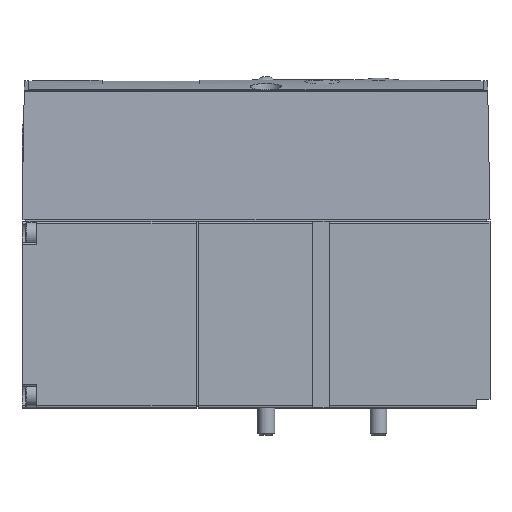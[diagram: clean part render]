
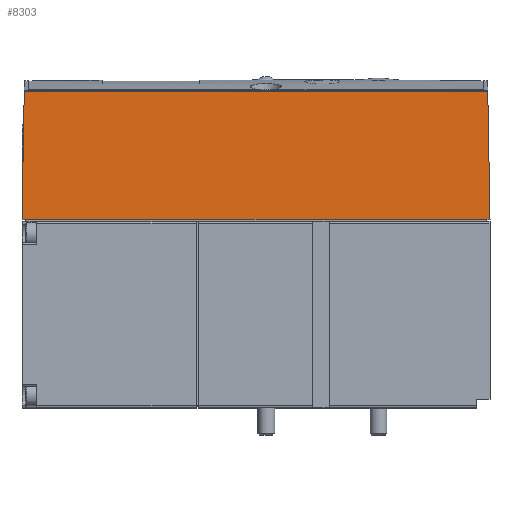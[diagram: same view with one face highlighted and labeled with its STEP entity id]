
A CAD part, top view. The second image highlights one B-rep face of the part: STEP entity #8303.
In plain terms, the highlighted planar face has unit normal (0, 0.018, 1).
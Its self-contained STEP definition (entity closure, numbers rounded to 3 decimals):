
#746=ORIENTED_EDGE('',*,*,#2337,.F.);
#747=ORIENTED_EDGE('',*,*,#2331,.T.);
#748=ORIENTED_EDGE('',*,*,#2338,.T.);
#749=ORIENTED_EDGE('',*,*,#2339,.T.);
#2331=EDGE_CURVE('',#3088,#3087,#3580,.T.);
#2337=EDGE_CURVE('',#3088,#3092,#3584,.T.);
#2338=EDGE_CURVE('',#3087,#3093,#3585,.T.);
#2339=EDGE_CURVE('',#3093,#3092,#3586,.T.);
#3087=VERTEX_POINT('',#11690);
#3088=VERTEX_POINT('',#11692);
#3092=VERTEX_POINT('',#11703);
#3093=VERTEX_POINT('',#11705);
#3580=LINE('',#11691,#4153);
#3584=LINE('',#11702,#4157);
#3585=LINE('',#11704,#4158);
#3586=LINE('',#11706,#4159);
#4153=VECTOR('',#9667,1000.);
#4157=VECTOR('',#9677,1000.);
#4158=VECTOR('',#9678,1000.);
#4159=VECTOR('',#9679,1000.);
#4625=EDGE_LOOP('',(#746,#747,#748,#749));
#5066=FACE_BOUND('',#4625,.T.);
#5458=PLANE('',#8750);
#8303=ADVANCED_FACE('',(#5066),#5458,.T.);
#8750=AXIS2_PLACEMENT_3D('',#11701,#9675,#9676);
#9667=DIRECTION('',(-0.017,-1.,0.017));
#9675=DIRECTION('',(0.,0.017,1.));
#9676=DIRECTION('',(0.,-1.,0.017));
#9677=DIRECTION('',(1.,0.,0.));
#9678=DIRECTION('',(1.,0.,0.));
#9679=DIRECTION('',(-0.017,1.,-0.017));
#11690=CARTESIAN_POINT('',(-110.4,44.5,20.75));
#11691=CARTESIAN_POINT('',(-109.873,74.672,20.223));
#11692=CARTESIAN_POINT('',(-109.873,74.681,20.223));
#11701=CARTESIAN_POINT('',(-110.4,74.681,20.223));
#11702=CARTESIAN_POINT('',(-110.4,74.681,20.223));
#11703=CARTESIAN_POINT('',(-0.527,74.681,20.223));
#11704=CARTESIAN_POINT('',(-110.4,44.5,20.75));
#11705=CARTESIAN_POINT('',(0.,44.5,20.75));
#11706=CARTESIAN_POINT('',(-0.56,76.598,20.19));
